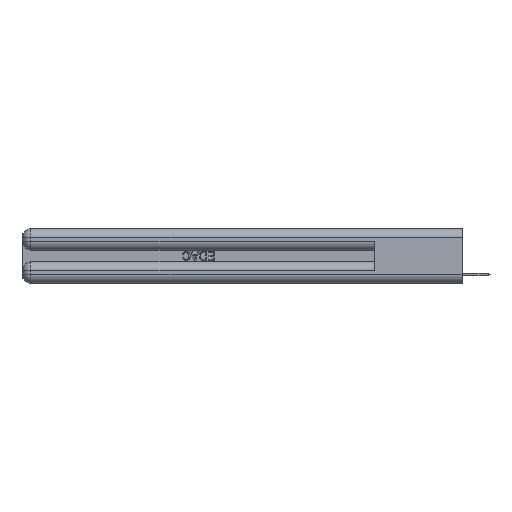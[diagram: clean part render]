
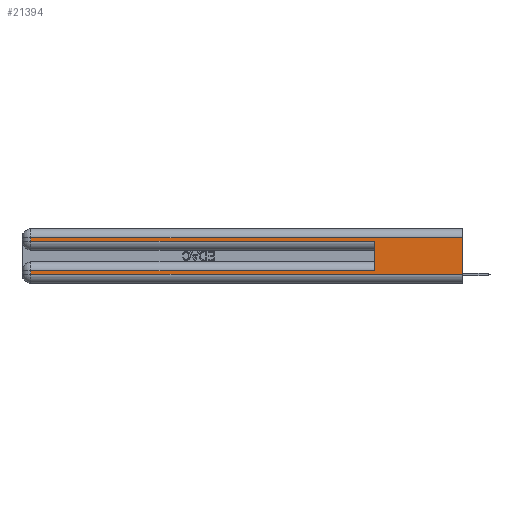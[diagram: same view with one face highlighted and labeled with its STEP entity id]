
A CAD part, left-side view. The second image highlights one B-rep face of the part: STEP entity #21394.
In plain terms, the highlighted planar face has unit normal (-1, 0, 0).
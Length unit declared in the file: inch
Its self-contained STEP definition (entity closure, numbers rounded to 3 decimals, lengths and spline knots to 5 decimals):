
#1566 = DIRECTION ( 'NONE',  ( 0., 0., -1. ) ) ;
#2483 = VERTEX_POINT ( 'NONE', #31597 ) ;
#2489 = VECTOR ( 'NONE', #21616, 39.37008 ) ;
#3902 = EDGE_CURVE ( 'NONE', #19666, #2483, #26671, .T. ) ;
#4088 = LINE ( 'NONE', #20835, #25521 ) ;
#4421 = DIRECTION ( 'NONE',  ( 1., 0., 0. ) ) ;
#5107 = CARTESIAN_POINT ( 'NONE',  ( 0., 0.6, 0.085 ) ) ;
#5191 = CARTESIAN_POINT ( 'NONE',  ( 0., 2.94, 0.37 ) ) ;
#5391 = CARTESIAN_POINT ( 'NONE',  ( 0., 0.6, 0.145 ) ) ;
#5499 = ORIENTED_EDGE ( 'NONE', *, *, #11699, .T. ) ;
#5975 = VERTEX_POINT ( 'NONE', #28566 ) ;
#6321 = VECTOR ( 'NONE', #22284, 39.37008 ) ;
#6370 = CARTESIAN_POINT ( 'NONE',  ( 0., 0., 0.37 ) ) ;
#6664 = VERTEX_POINT ( 'NONE', #11215 ) ;
#7288 = EDGE_CURVE ( 'NONE', #23221, #2483, #29091, .T. ) ;
#7382 = DIRECTION ( 'NONE',  ( 0., 0., 1. ) ) ;
#8506 = ORIENTED_EDGE ( 'NONE', *, *, #3902, .T. ) ;
#9593 = VECTOR ( 'NONE', #21157, 39.37008 ) ;
#9612 = CARTESIAN_POINT ( 'NONE',  ( 0., 0., 0.31 ) ) ;
#10105 = EDGE_LOOP ( 'NONE', ( #28894, #26268, #5499, #8506, #17173, #15659, #17089, #13439 ) ) ;
#10737 = LINE ( 'NONE', #15926, #2489 ) ;
#10871 = CARTESIAN_POINT ( 'NONE',  ( 0., 2.94, 0.37 ) ) ;
#11215 = CARTESIAN_POINT ( 'NONE',  ( 0., 0., 0.06 ) ) ;
#11699 = EDGE_CURVE ( 'NONE', #5975, #19666, #19081, .T. ) ;
#13439 = ORIENTED_EDGE ( 'NONE', *, *, #13658, .T. ) ;
#13658 = EDGE_CURVE ( 'NONE', #32527, #6664, #10737, .T. ) ;
#13722 = DIRECTION ( 'NONE',  ( 0., 1., 0. ) ) ;
#15061 = EDGE_CURVE ( 'NONE', #23221, #20454, #4088, .T. ) ;
#15659 = ORIENTED_EDGE ( 'NONE', *, *, #15061, .T. ) ;
#15926 = CARTESIAN_POINT ( 'NONE',  ( 0., 0., 0.06 ) ) ;
#16557 = CARTESIAN_POINT ( 'NONE',  ( 0., 0., 0.31 ) ) ;
#17089 = ORIENTED_EDGE ( 'NONE', *, *, #32627, .T. ) ;
#17173 = ORIENTED_EDGE ( 'NONE', *, *, #7288, .F. ) ;
#18026 = CARTESIAN_POINT ( 'NONE',  ( 0., 2.94, 0.06 ) ) ;
#18541 = EDGE_CURVE ( 'NONE', #31785, #5975, #21214, .T. ) ;
#19081 = LINE ( 'NONE', #10871, #6321 ) ;
#19666 = VERTEX_POINT ( 'NONE', #34562 ) ;
#20454 = VERTEX_POINT ( 'NONE', #33076 ) ;
#20468 = EDGE_CURVE ( 'NONE', #31785, #6664, #27732, .T. ) ;
#20835 = CARTESIAN_POINT ( 'NONE',  ( 0., 0., 0.085 ) ) ;
#21157 = DIRECTION ( 'NONE',  ( 0., -1., 0. ) ) ;
#21214 = LINE ( 'NONE', #16557, #23784 ) ;
#21394 = ADVANCED_FACE ( 'NONE', ( #34695 ), #23673, .F. ) ;
#21616 = DIRECTION ( 'NONE',  ( 0., -1., 0. ) ) ;
#21804 = VECTOR ( 'NONE', #7382, 39.37008 ) ;
#22284 = DIRECTION ( 'NONE',  ( 0., 0., -1. ) ) ;
#22407 = DIRECTION ( 'NONE',  ( 0., 0., -1. ) ) ;
#22774 = AXIS2_PLACEMENT_3D ( 'NONE', #34521, #4421, #1566 ) ;
#23221 = VERTEX_POINT ( 'NONE', #5107 ) ;
#23673 = PLANE ( 'NONE',  #22774 ) ;
#23784 = VECTOR ( 'NONE', #13722, 39.37008 ) ;
#24264 = LINE ( 'NONE', #5191, #31757 ) ;
#25521 = VECTOR ( 'NONE', #29012, 39.37008 ) ;
#25605 = VECTOR ( 'NONE', #22407, 39.37008 ) ;
#26268 = ORIENTED_EDGE ( 'NONE', *, *, #18541, .T. ) ;
#26671 = LINE ( 'NONE', #30159, #9593 ) ;
#27094 = DIRECTION ( 'NONE',  ( 0., 0., -1. ) ) ;
#27732 = LINE ( 'NONE', #6370, #25605 ) ;
#28566 = CARTESIAN_POINT ( 'NONE',  ( 0., 2.94, 0.31 ) ) ;
#28894 = ORIENTED_EDGE ( 'NONE', *, *, #20468, .F. ) ;
#29012 = DIRECTION ( 'NONE',  ( 0., 1., 0. ) ) ;
#29091 = LINE ( 'NONE', #5391, #21804 ) ;
#30159 = CARTESIAN_POINT ( 'NONE',  ( 0., 0., 0.285 ) ) ;
#31597 = CARTESIAN_POINT ( 'NONE',  ( 0., 0.6, 0.285 ) ) ;
#31757 = VECTOR ( 'NONE', #27094, 39.37008 ) ;
#31785 = VERTEX_POINT ( 'NONE', #9612 ) ;
#32527 = VERTEX_POINT ( 'NONE', #18026 ) ;
#32627 = EDGE_CURVE ( 'NONE', #20454, #32527, #24264, .T. ) ;
#33076 = CARTESIAN_POINT ( 'NONE',  ( 0., 2.94, 0.085 ) ) ;
#34521 = CARTESIAN_POINT ( 'NONE',  ( 0., 0., 0.37 ) ) ;
#34562 = CARTESIAN_POINT ( 'NONE',  ( 0., 2.94, 0.285 ) ) ;
#34695 = FACE_OUTER_BOUND ( 'NONE', #10105, .T. ) ;
